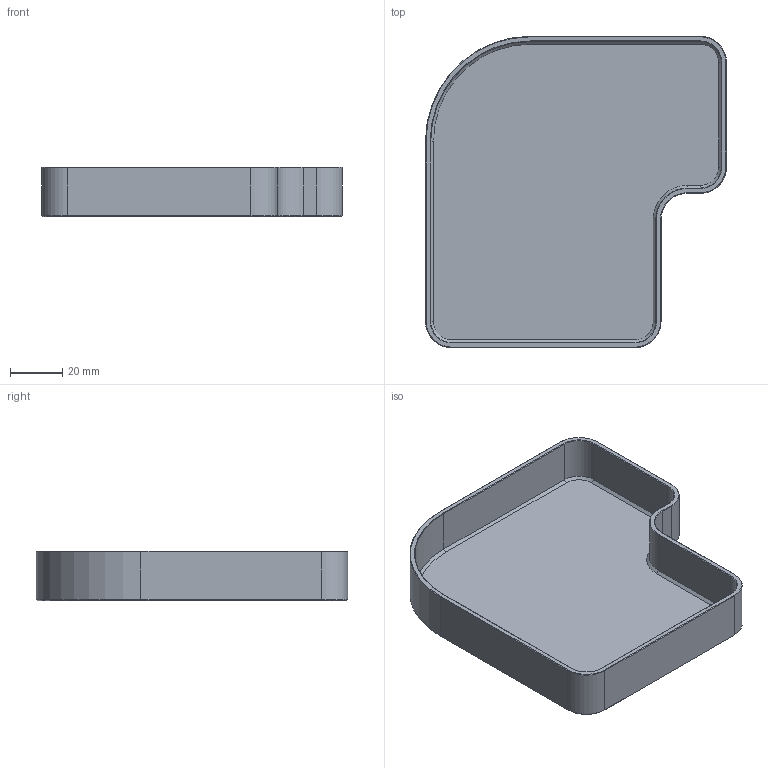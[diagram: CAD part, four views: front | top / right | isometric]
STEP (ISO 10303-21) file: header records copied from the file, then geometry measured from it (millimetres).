
FILE_DESCRIPTION(/* description */ (''),/* implementation_level */ '2;1');
FILE_NAME(/* name */ 'GBP_bucket_V2.4-250.step',/* time_stamp */ '2025-10-07T16:51:53+02:00',/* author */ (''),/* organization */ (''),/* preprocessor_version */ 'ST-DEVELOPER v20.1',/* originating_system */ 'Autodesk Translation Framework v14.17.0.0',/* authorisation */ '');
FILE_SCHEMA (('AUTOMOTIVE_DESIGN { 1 0 10303 214 3 1 1 }'));
Length unit declared in the file: millimetre
Products named in the file (1): GBP_bucket_V2.4-250
Bounding box: 115 x 119 x 19 mm (x, y, z)
Volume: 29361.5 mm3; surface area: 38711 mm2
Topology: 1 solids, 1 shells, 75 faces, 168 edges, 96 vertices
Faces by surface type: plane 39, cone 24, cylinder 12
Entity records: 2059 total; most frequent: DIRECTION 368, CARTESIAN_POINT 340, ORIENTED_EDGE 336, EDGE_CURVE 168, AXIS2_PLACEMENT_3D 124, LINE 120, VECTOR 120, VERTEX_POINT 96
